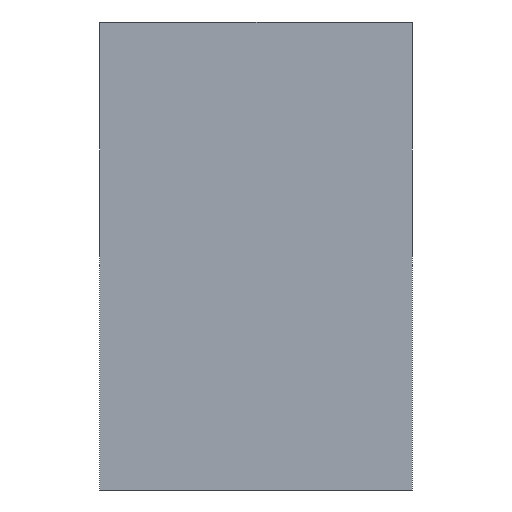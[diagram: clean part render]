
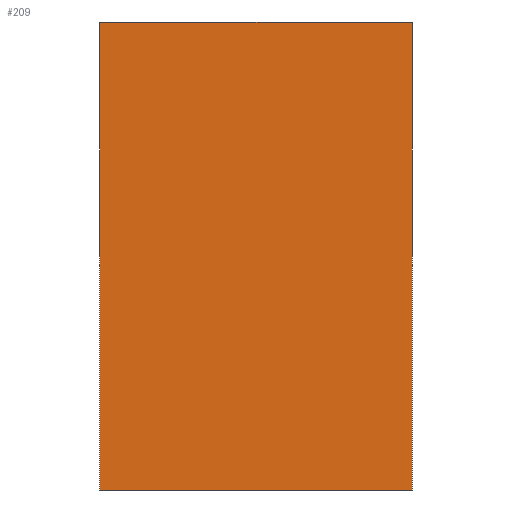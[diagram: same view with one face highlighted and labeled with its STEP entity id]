
A CAD part, left-side view. The second image highlights one B-rep face of the part: STEP entity #209.
In plain terms, the highlighted planar face has unit normal (1, 0, 0).
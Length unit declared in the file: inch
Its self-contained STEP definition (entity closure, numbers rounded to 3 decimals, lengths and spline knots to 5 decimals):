
#173=AXIS2_PLACEMENT_3D('Plane Axis2P3D',#170,#171,#172) ;
#170=CARTESIAN_POINT('Axis2P3D Location',(-106.5,0.,0.)) ;
#175=CARTESIAN_POINT('Line Origine',(-106.5,36.,-54.)) ;
#179=CARTESIAN_POINT('Vertex',(-106.5,0.,-54.)) ;
#181=CARTESIAN_POINT('Vertex',(-106.5,72.,-54.)) ;
#184=CARTESIAN_POINT('Line Origine',(-106.5,72.,0.)) ;
#188=CARTESIAN_POINT('Vertex',(-106.5,72.,54.)) ;
#191=CARTESIAN_POINT('Line Origine',(-106.5,36.,54.)) ;
#195=CARTESIAN_POINT('Vertex',(-106.5,0.,54.)) ;
#198=CARTESIAN_POINT('Line Origine',(-106.5,0.,0.)) ;
#171=DIRECTION('Axis2P3D Direction',(0.039,-0.,0.)) ;
#172=DIRECTION('Axis2P3D XDirection',(0.,0.,-0.039)) ;
#176=DIRECTION('Vector Direction',(0.,0.039,0.)) ;
#185=DIRECTION('Vector Direction',(0.,0.,-0.039)) ;
#192=DIRECTION('Vector Direction',(0.,-0.039,0.)) ;
#199=DIRECTION('Vector Direction',(0.,0.,0.039)) ;
#177=VECTOR('Line Direction',#176,0.03937) ;
#186=VECTOR('Line Direction',#185,0.03937) ;
#193=VECTOR('Line Direction',#192,0.03937) ;
#200=VECTOR('Line Direction',#199,0.03937) ;
#204=ORIENTED_EDGE('',*,*,#183,.T.) ;
#205=ORIENTED_EDGE('',*,*,#190,.F.) ;
#206=ORIENTED_EDGE('',*,*,#197,.T.) ;
#207=ORIENTED_EDGE('',*,*,#202,.F.) ;
#209=ADVANCED_FACE('IRT Test Section Inlet',(#208),#174,.T.) ;
#183=EDGE_CURVE('',#180,#182,#178,.T.) ;
#190=EDGE_CURVE('',#189,#182,#187,.T.) ;
#197=EDGE_CURVE('',#189,#196,#194,.T.) ;
#202=EDGE_CURVE('',#180,#196,#201,.T.) ;
#203=EDGE_LOOP('',(#204,#205,#206,#207)) ;
#208=FACE_OUTER_BOUND('',#203,.T.) ;
#178=LINE('Line',#175,#177) ;
#187=LINE('Line',#184,#186) ;
#194=LINE('Line',#191,#193) ;
#201=LINE('Line',#198,#200) ;
#174=PLANE('',#173) ;
#180=VERTEX_POINT('',#179) ;
#182=VERTEX_POINT('',#181) ;
#189=VERTEX_POINT('',#188) ;
#196=VERTEX_POINT('',#195) ;
